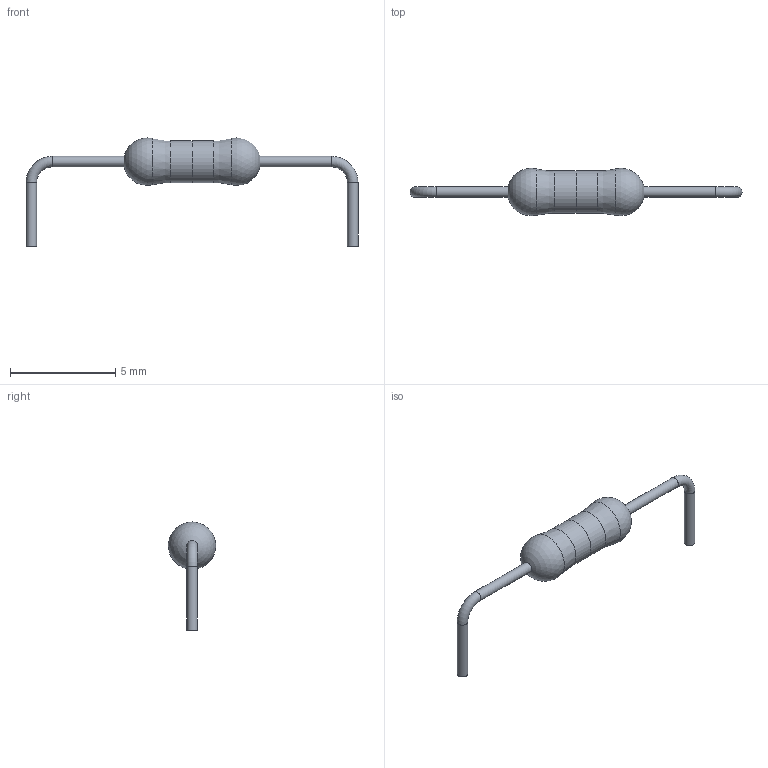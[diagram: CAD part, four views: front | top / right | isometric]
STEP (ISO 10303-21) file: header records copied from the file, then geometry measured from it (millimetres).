
FILE_DESCRIPTION(('FreeCAD Model'),'2;1');
FILE_NAME('resistor-600mil.step','2015-07-05T13:16:51',('FreeCAD'),('FreeCAD'), 'Open CASCADE STEP processor 6.5','FreeCAD','Unknown');
FILE_SCHEMA(('AUTOMOTIVE_DESIGN_CC2 { 1 2 10303 214 -1 1 5 4 }'));
Length unit declared in the file: millimetre
Products named in the file (1): resistor
Bounding box: 15.74 x 2.24 x 5.12 mm (x, y, z)
Volume: 23.2 mm3; surface area: 68.5 mm2
Topology: 1 solids, 1 shells, 14 faces, 27 edges, 15 vertices
Faces by surface type: cylinder 6, revolution 2, sphere 2, torus 2, plane 2
Full cylindrical faces by diameter (mm): 0.5 x4, 2 x2
Entity records: 816 total; most frequent: CARTESIAN_POINT 145, DIRECTION 112, ORIENTED_EDGE 54, PCURVE 54, DEFINITIONAL_REPRESENTATION 54, LINE 38, VECTOR 38, AXIS2_PLACEMENT_3D 36
